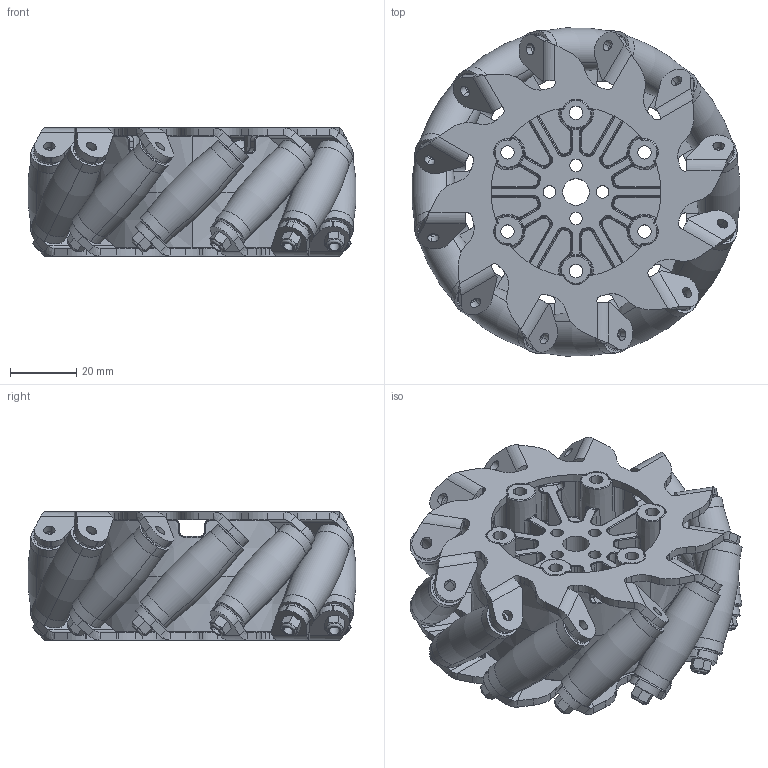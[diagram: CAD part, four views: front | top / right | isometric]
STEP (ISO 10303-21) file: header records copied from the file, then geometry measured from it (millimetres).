
FILE_DESCRIPTION (( 'STEP AP214' ), '1' );
FILE_NAME ('am-4734L 4in BB Mecanum Left Nub Bore.STEP', '2022-10-06T11:43:22', ( '' ), ( '' ), 'SwSTEP 2.0', 'SolidWorks 2022', '' );
FILE_SCHEMA (( 'AUTOMOTIVE_DESIGN' ));
Length unit declared in the file: inch
Products named in the file (6): am-4734L 4in BB Mecanum Left Nub Bore; 4in Mecanum Unibody Core_NUB Bore; am-1023 M3 x 0.5 Nylock Nut; 4IN BB Mecanum Roller Core; am-4734L_plate 4in BB Mecanum Left Plate; 4IN BB Mecanum Roller Assy_Extended Inner Race Bearing
Assembly tree (17 placements, depth 3):
  am-4734L 4in BB Mecanum Left Nub Bore
    4in Mecanum Unibody Core_NUB Bore
    am-4734L_plate 4in BB Mecanum Left Plate  x2
    4IN BB Mecanum Roller Assy_Extended Inner Race Bearing  x12
      4IN BB Mecanum Roller Core
      am-1023 M3 x 0.5 Nylock Nut
Bounding box: 98.71 x 98.71 x 38.57 mm (x, y, z)
Volume: 110007 mm3; surface area: 80486.2 mm2
Topology: 27 solids, 27 shells, 2179 faces, 5216 edges, 3104 vertices
Faces by surface type: cylinder 652, plane 487, bspline 456, torus 403, cone 155, sphere 26
Entity records: 58114 total; most frequent: CARTESIAN_POINT 24280, ORIENTED_EDGE 7436, DIRECTION 6825, EDGE_CURVE 3718, AXIS2_PLACEMENT_3D 2981, VERTEX_POINT 2182, CIRCLE 1857, EDGE_LOOP 1602
